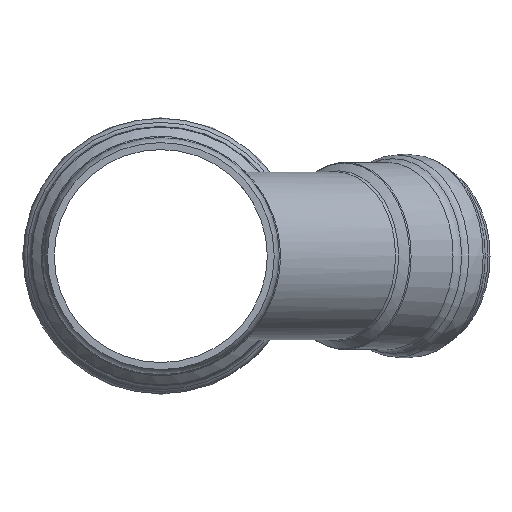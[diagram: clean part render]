
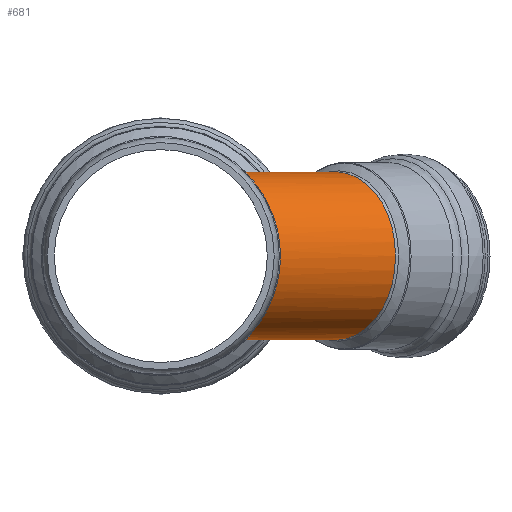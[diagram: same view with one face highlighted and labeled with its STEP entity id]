
A CAD part, front view. The second image highlights one B-rep face of the part: STEP entity #681.
In plain terms, the highlighted cylindrical face has radius 39 mm (diameter 78 mm), a partial arc.
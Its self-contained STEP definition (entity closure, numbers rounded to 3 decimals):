
#36=B_SPLINE_CURVE_WITH_KNOTS('',3,(#1490,#1491,#1492,#1493,#1494,#1495,
#1496,#1497,#1498,#1499,#1500,#1501,#1502,#1503,#1504,#1505,#1506,#1507,
#1508,#1509,#1510,#1511,#1512,#1513,#1514,#1515,#1516),.UNSPECIFIED.,.F.,
 .F.,(4,1,1,1,1,1,1,1,1,1,1,1,1,1,1,1,1,1,1,1,1,1,1,1,4),(0.656,
1.491,2.545,4.653,6.059,7.464,
8.87,10.275,10.978,11.68,13.086,
14.491,15.897,17.302,18.708,19.41,
20.113,20.816,21.519,22.924,24.33,
25.735,27.843,28.897,29.733),
 .UNSPECIFIED.);
#51=CYLINDRICAL_SURFACE('',#790,39.);
#153=FACE_OUTER_BOUND('',#250,.T.);
#250=EDGE_LOOP('',(#571,#572));
#310=CIRCLE('',#789,39.);
#372=VERTEX_POINT('',#1466);
#373=VERTEX_POINT('',#1477);
#442=EDGE_CURVE('',#373,#372,#310,.T.);
#443=EDGE_CURVE('',#372,#373,#36,.T.);
#571=ORIENTED_EDGE('',*,*,#443,.F.);
#572=ORIENTED_EDGE('',*,*,#442,.F.);
#681=ADVANCED_FACE('',(#153),#51,.T.);
#789=AXIS2_PLACEMENT_3D('',#1488,#998,#999);
#790=AXIS2_PLACEMENT_3D('',#1489,#1000,#1001);
#998=DIRECTION('center_axis',(0.707,0.707,0.));
#999=DIRECTION('ref_axis',(0.707,-0.707,0.));
#1000=DIRECTION('center_axis',(-0.707,-0.707,0.));
#1001=DIRECTION('ref_axis',(0.707,-0.707,0.));
#1466=CARTESIAN_POINT('',(56.066,173.951,-15.046));
#1477=CARTESIAN_POINT('',(56.066,173.951,15.046));
#1488=CARTESIAN_POINT('Origin',(81.509,148.509,0.));
#1489=CARTESIAN_POINT('Origin',(41.047,108.047,0.));
#1490=CARTESIAN_POINT('Ctrl Pts',(56.067,173.952,-15.047));
#1491=CARTESIAN_POINT('Ctrl Pts',(55.448,172.187,-16.989));
#1492=CARTESIAN_POINT('Ctrl Pts',(53.898,167.718,-20.937));
#1493=CARTESIAN_POINT('Ctrl Pts',(50.327,157.054,-27.615));
#1494=CARTESIAN_POINT('Ctrl Pts',(46.18,143.62,-32.975));
#1495=CARTESIAN_POINT('Ctrl Pts',(42.34,128.419,-36.872));
#1496=CARTESIAN_POINT('Ctrl Pts',(39.941,114.942,-38.887));
#1497=CARTESIAN_POINT('Ctrl Pts',(39.146,101.146,-39.282));
#1498=CARTESIAN_POINT('Ctrl Pts',(41.052,89.968,-37.25));
#1499=CARTESIAN_POINT('Ctrl Pts',(44.183,82.381,-33.47));
#1500=CARTESIAN_POINT('Ctrl Pts',(47.848,76.017,-28.31));
#1501=CARTESIAN_POINT('Ctrl Pts',(52.466,70.485,-19.562));
#1502=CARTESIAN_POINT('Ctrl Pts',(55.718,67.299,-6.784));
#1503=CARTESIAN_POINT('Ctrl Pts',(55.72,67.299,6.783));
#1504=CARTESIAN_POINT('Ctrl Pts',(52.465,70.485,19.562));
#1505=CARTESIAN_POINT('Ctrl Pts',(47.855,76.016,28.308));
#1506=CARTESIAN_POINT('Ctrl Pts',(44.176,82.382,33.472));
#1507=CARTESIAN_POINT('Ctrl Pts',(41.85,88.067,36.299));
#1508=CARTESIAN_POINT('Ctrl Pts',(40.271,94.442,38.07));
#1509=CARTESIAN_POINT('Ctrl Pts',(39.3,103.44,39.208));
#1510=CARTESIAN_POINT('Ctrl Pts',(39.928,114.943,38.893));
#1511=CARTESIAN_POINT('Ctrl Pts',(42.345,128.417,36.87));
#1512=CARTESIAN_POINT('Ctrl Pts',(46.175,143.62,32.977));
#1513=CARTESIAN_POINT('Ctrl Pts',(50.329,157.053,27.615));
#1514=CARTESIAN_POINT('Ctrl Pts',(53.897,167.718,20.938));
#1515=CARTESIAN_POINT('Ctrl Pts',(55.448,172.187,16.989));
#1516=CARTESIAN_POINT('Ctrl Pts',(56.066,173.952,15.047));
